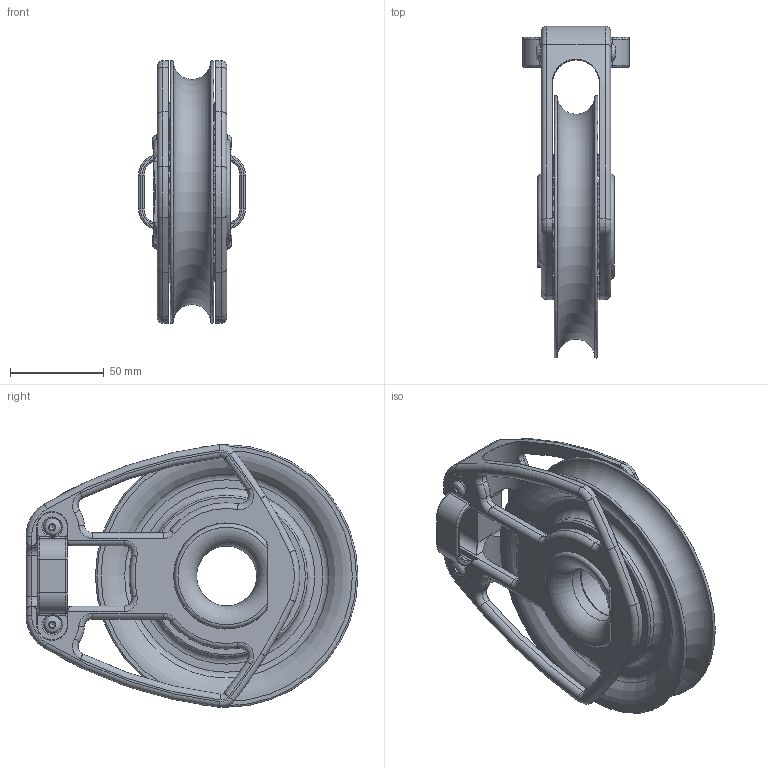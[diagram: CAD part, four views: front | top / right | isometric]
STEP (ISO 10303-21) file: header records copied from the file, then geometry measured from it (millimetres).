
FILE_DESCRIPTION(/* description */ (''),/* implementation_level */ '2;1');
FILE_NAME(/* name */ 'LL1140.stp',/* time_stamp */ '2020-03-24T15:01:50+01:00',/* author */ ('francesca'),/* organization */ (''),/* preprocessor_version */ 'ST-DEVELOPER v16.5',/* originating_system */ 'Autodesk Inventor 2017',/* authorisation */ '');
FILE_SCHEMA (('CONFIG_CONTROL_DESIGN'));
Length unit declared in the file: millimetre
Products named in the file (1): 18041121
Bounding box: 57 x 177 x 140.2 mm (x, y, z)
Volume: 341647.5 mm3; surface area: 104443.3 mm2
Topology: 1 solids, 1 shells, 540 faces, 1274 edges, 805 vertices
Faces by surface type: cylinder 175, torus 157, plane 101, sphere 72, cone 18, bspline 17
Full cylindrical faces by diameter (mm): 3.05 x2, 5 x4, 6.1 x4, 32 x2, 36 x1, 36.5 x1, 42 x2, 50 x2, 56 x1, 56.2 x1, 60 x2, 86 x2
Entity records: 16107 total; most frequent: CARTESIAN_POINT 3811, DIRECTION 2813, ORIENTED_EDGE 2324, AXIS2_PLACEMENT_3D 1242, EDGE_CURVE 1162, VERTEX_POINT 774, EDGE_LOOP 716, CIRCLE 691
